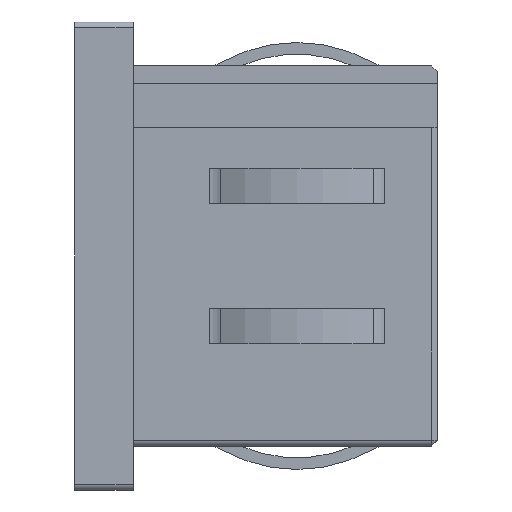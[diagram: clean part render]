
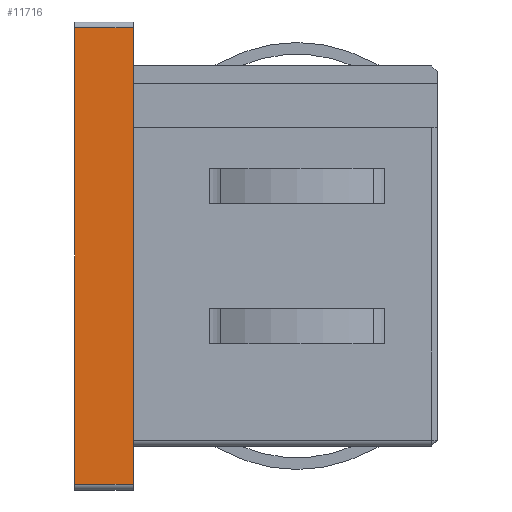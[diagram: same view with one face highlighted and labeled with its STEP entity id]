
A CAD part, left-side view. The second image highlights one B-rep face of the part: STEP entity #11716.
In plain terms, the highlighted planar face has unit normal (-1, 0, 0).
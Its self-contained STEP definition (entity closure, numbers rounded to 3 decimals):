
#689 = CARTESIAN_POINT ( 'NONE',  ( -20., 0., -20. ) ) ;
#1112 = PLANE ( 'NONE',  #11163 ) ;
#1162 = CARTESIAN_POINT ( 'NONE',  ( -20., 5., -20. ) ) ;
#1493 = VERTEX_POINT ( 'NONE', #9551 ) ;
#1702 = VECTOR ( 'NONE', #7815, 1000. ) ;
#1779 = ORIENTED_EDGE ( 'NONE', *, *, #2207, .T. ) ;
#2007 = ORIENTED_EDGE ( 'NONE', *, *, #10756, .F. ) ;
#2207 = EDGE_CURVE ( 'NONE', #3015, #1493, #4610, .T. ) ;
#2560 = ORIENTED_EDGE ( 'NONE', *, *, #14155, .T. ) ;
#2719 = VERTEX_POINT ( 'NONE', #8306 ) ;
#3015 = VERTEX_POINT ( 'NONE', #13011 ) ;
#3221 = EDGE_CURVE ( 'NONE', #2719, #7773, #10408, .T. ) ;
#3750 = EDGE_LOOP ( 'NONE', ( #2560, #1779, #2007, #7665 ) ) ;
#4091 = DIRECTION ( 'NONE',  ( 0., 0., 1. ) ) ;
#4337 = CARTESIAN_POINT ( 'NONE',  ( -20., 5., -19.5 ) ) ;
#4527 = CARTESIAN_POINT ( 'NONE',  ( -20., 5., 19.5 ) ) ;
#4610 = LINE ( 'NONE', #4527, #7271 ) ;
#5761 = CARTESIAN_POINT ( 'NONE',  ( -20., 5., -20. ) ) ;
#6682 = DIRECTION ( 'NONE',  ( 1., 0., 0. ) ) ;
#7239 = VECTOR ( 'NONE', #8936, 1000. ) ;
#7271 = VECTOR ( 'NONE', #11274, 1000. ) ;
#7594 = CARTESIAN_POINT ( 'NONE',  ( -20., 0., -19.5 ) ) ;
#7665 = ORIENTED_EDGE ( 'NONE', *, *, #3221, .T. ) ;
#7773 = VERTEX_POINT ( 'NONE', #7594 ) ;
#7815 = DIRECTION ( 'NONE',  ( 0., 0., 1. ) ) ;
#7826 = DIRECTION ( 'NONE',  ( 0., 0., -1. ) ) ;
#8306 = CARTESIAN_POINT ( 'NONE',  ( -20., 5., -19.5 ) ) ;
#8936 = DIRECTION ( 'NONE',  ( 0., -1., 0. ) ) ;
#8994 = LINE ( 'NONE', #689, #14686 ) ;
#9551 = CARTESIAN_POINT ( 'NONE',  ( -20., 5., 19.5 ) ) ;
#10408 = LINE ( 'NONE', #4337, #7239 ) ;
#10595 = LINE ( 'NONE', #5761, #1702 ) ;
#10756 = EDGE_CURVE ( 'NONE', #2719, #1493, #10595, .T. ) ;
#11163 = AXIS2_PLACEMENT_3D ( 'NONE', #1162, #6682, #7826 ) ;
#11274 = DIRECTION ( 'NONE',  ( 0., 1., 0. ) ) ;
#11716 = ADVANCED_FACE ( 'NONE', ( #11893 ), #1112, .F. ) ;
#11893 = FACE_OUTER_BOUND ( 'NONE', #3750, .T. ) ;
#13011 = CARTESIAN_POINT ( 'NONE',  ( -20., 0., 19.5 ) ) ;
#14155 = EDGE_CURVE ( 'NONE', #7773, #3015, #8994, .T. ) ;
#14686 = VECTOR ( 'NONE', #4091, 1000. ) ;
